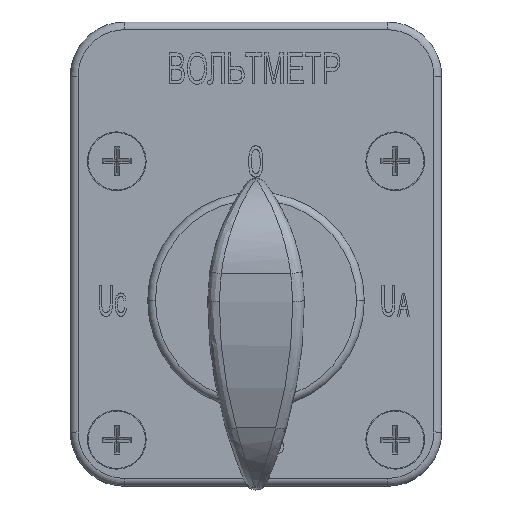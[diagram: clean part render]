
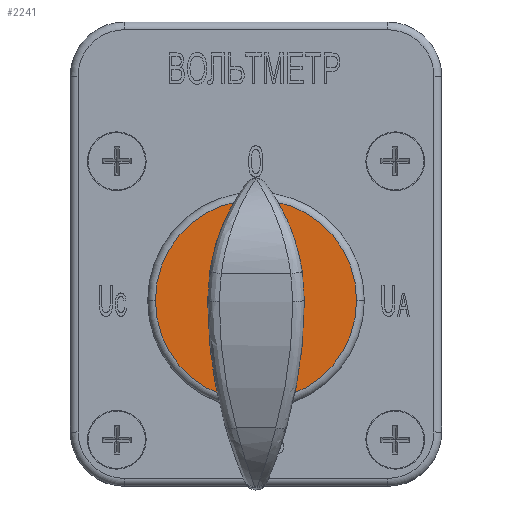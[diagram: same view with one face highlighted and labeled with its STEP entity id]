
A CAD part, top view. The second image highlights one B-rep face of the part: STEP entity #2241.
In plain terms, the highlighted planar face has unit normal (0, 0, 1).
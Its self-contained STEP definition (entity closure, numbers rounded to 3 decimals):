
#26 = DIRECTION ( 'NONE',  ( 0., 0., 1. ) ) ;
#950 = CARTESIAN_POINT ( 'NONE',  ( 13., 0., 14.8 ) ) ;
#1024 = CIRCLE ( 'NONE', #22279, 13. ) ;
#2241 = ADVANCED_FACE ( 'NONE', ( #10538 ), #6235, .T. ) ;
#2833 = AXIS2_PLACEMENT_3D ( 'NONE', #13336, #18522, #8061 ) ;
#5779 = DIRECTION ( 'NONE',  ( 0., 0., 1. ) ) ;
#6126 = EDGE_CURVE ( 'NONE', #9785, #6725, #1024, .T. ) ;
#6235 = PLANE ( 'NONE',  #2833 ) ;
#6725 = VERTEX_POINT ( 'NONE', #13844 ) ;
#7409 = EDGE_CURVE ( 'NONE', #6725, #9785, #19630, .T. ) ;
#8061 = DIRECTION ( 'NONE',  ( 1., 0., 0. ) ) ;
#8440 = EDGE_LOOP ( 'NONE', ( #8970, #19623 ) ) ;
#8970 = ORIENTED_EDGE ( 'NONE', *, *, #6126, .T. ) ;
#9785 = VERTEX_POINT ( 'NONE', #950 ) ;
#10538 = FACE_OUTER_BOUND ( 'NONE', #8440, .T. ) ;
#10816 = CARTESIAN_POINT ( 'NONE',  ( 0., 0., 14.8 ) ) ;
#12583 = DIRECTION ( 'NONE',  ( 1., 0., 0. ) ) ;
#13336 = CARTESIAN_POINT ( 'NONE',  ( 0., 0., 14.8 ) ) ;
#13844 = CARTESIAN_POINT ( 'NONE',  ( -13., 0., 14.8 ) ) ;
#16424 = CARTESIAN_POINT ( 'NONE',  ( 0., 0., 14.8 ) ) ;
#18121 = DIRECTION ( 'NONE',  ( 1., 0., 0. ) ) ;
#18522 = DIRECTION ( 'NONE',  ( 0., 0., 1. ) ) ;
#19623 = ORIENTED_EDGE ( 'NONE', *, *, #7409, .T. ) ;
#19630 = CIRCLE ( 'NONE', #20718, 13. ) ;
#20718 = AXIS2_PLACEMENT_3D ( 'NONE', #16424, #5779, #18121 ) ;
#22279 = AXIS2_PLACEMENT_3D ( 'NONE', #10816, #26, #12583 ) ;
